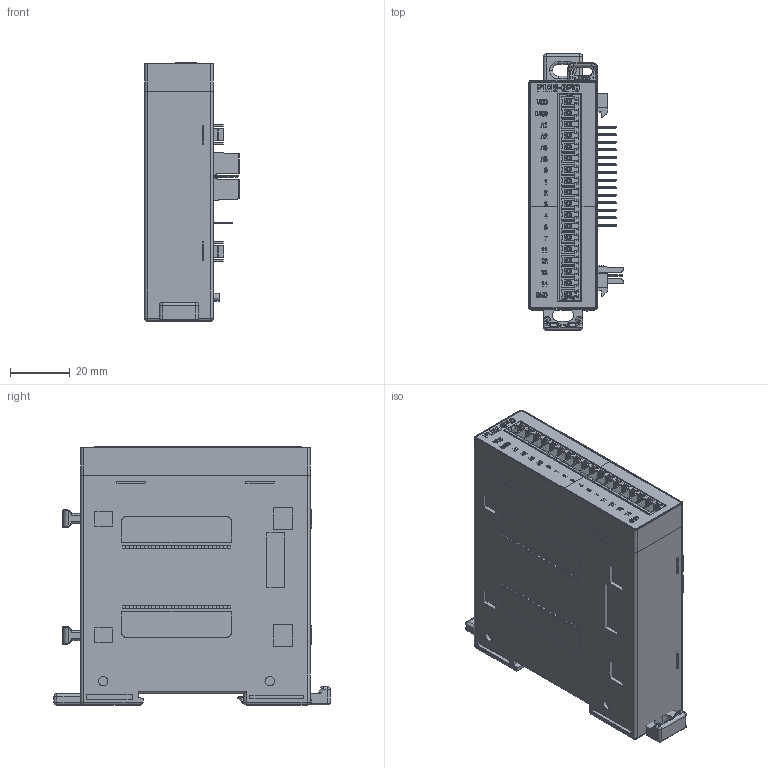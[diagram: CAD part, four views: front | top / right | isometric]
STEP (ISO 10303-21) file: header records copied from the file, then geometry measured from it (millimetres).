
FILE_DESCRIPTION (( 'STEP AP214' ), '1' );
FILE_NAME ('P1AM-GPIO EXT w sketches MOD r1 TOP DIM a BODY FACE Comb Mate b 1C3 from XT 1B2r1 C1r1.STEP', '2020-01-22T16:09:37', ( '' ), ( '' ), 'SwSTEP 2.0', 'SolidWorks 2017', '' );
FILE_SCHEMA (( 'AUTOMOTIVE_DESIGN' ));
Length unit declared in the file: inch
Products named in the file (1): P1AM-GPIO EXT w sketches MOD r1 TOP DIM a BODY FACE Comb Mate b 1C3 from XT 1B2r1 C1r1
Bounding box: 31.75 x 92.75 x 86.69 mm (x, y, z)
Volume: 143153.9 mm3; surface area: 42203.2 mm2
Topology: 38 solids, 56 shells, 4872 faces, 12736 edges, 8158 vertices
Faces by surface type: plane 3537, cylinder 663, bspline 555, cone 61, torus 48, sphere 8
Entity records: 176074 total; most frequent: CARTESIAN_POINT 57541, ORIENTED_EDGE 25446, DIRECTION 21344, EDGE_CURVE 12723, LINE 9996, VECTOR 9996, VERTEX_POINT 8157, AXIS2_PLACEMENT_3D 5674
